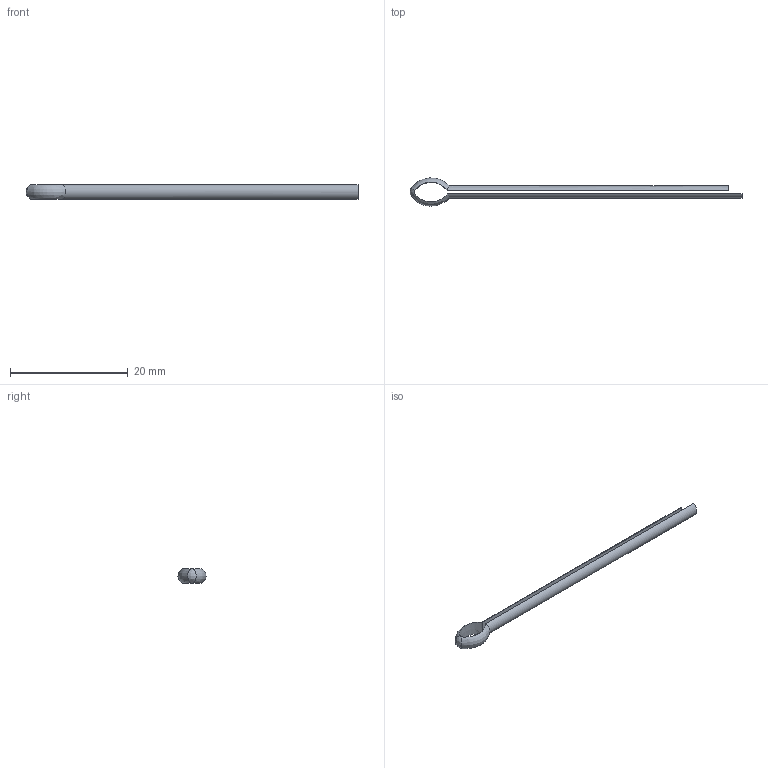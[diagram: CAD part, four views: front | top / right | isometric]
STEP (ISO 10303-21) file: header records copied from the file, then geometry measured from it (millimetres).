
FILE_DESCRIPTION (( 'STEP AP203' ), '1' );
FILE_NAME ('M5 - erpAynalama33360_PÝM.IGS_Default_sldprt.STEP', '2023-01-17T08:16:33', ( '' ), ( '' ), 'SwSTEP 2.0', 'SolidWorks 2019', '' );
FILE_SCHEMA (( 'CONFIG_CONTROL_DESIGN' ));
Length unit declared in the file: millimetre
Products named in the file (1): M5 - erpAynalama33360_P嵱.IGS_Default_sldprt
Bounding box: 56.31 x 4.79 x 2.4 mm (x, y, z)
Volume: 143.4 mm3; surface area: 603.6 mm2
Topology: 1 solids, 1 shells, 13 faces, 25 edges, 14 vertices
Faces by surface type: bspline 13
Entity records: 944 total; most frequent: CARTESIAN_POINT 705, ORIENTED_EDGE 50, EDGE_CURVE 25, B_SPLINE_CURVE_WITH_KNOTS 20, VERTEX_POINT 14, EDGE_LOOP 13, ADVANCED_FACE 13, FACE_OUTER_BOUND 13
